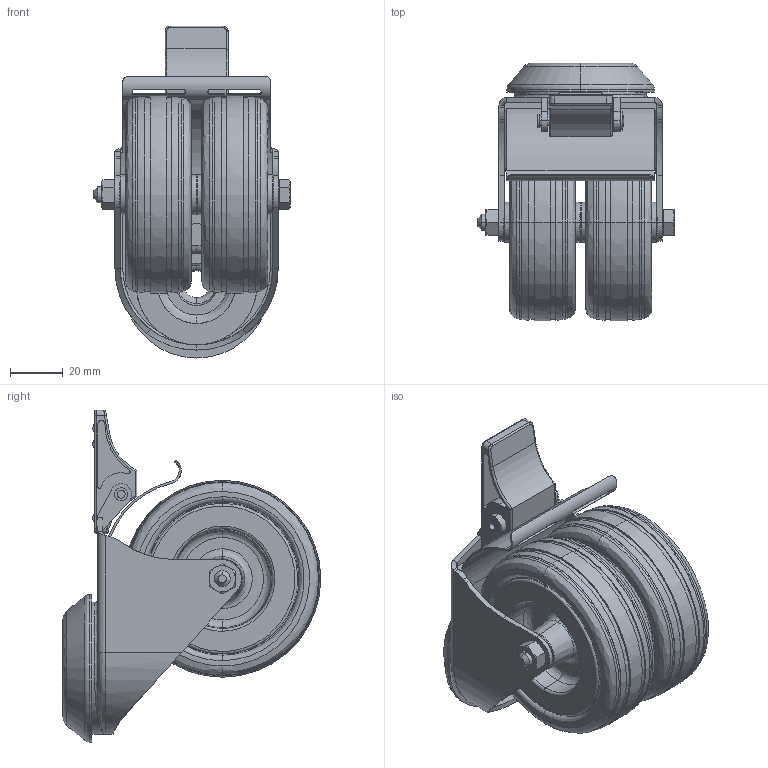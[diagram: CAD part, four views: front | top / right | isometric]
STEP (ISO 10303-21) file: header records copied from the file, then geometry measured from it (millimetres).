
FILE_DESCRIPTION (( 'STEP AP203' ), '1' );
FILE_NAME ('SF2401V.STEP', '2009-10-30T20:36:11', ( ' ' ), ( ' ' ), 'SwSTEP 2.0', 'SolidWorks 2009', '' );
FILE_SCHEMA (( 'CONFIG_CONTROL_DESIGN' ));
Length unit declared in the file: millimetre
Products named in the file (1): SF2401V
Bounding box: 74.5 x 97.99 x 126.07 mm (x, y, z)
Volume: 225770.1 mm3; surface area: 71787.2 mm2
Topology: 3 solids, 3 shells, 465 faces, 1060 edges, 647 vertices
Faces by surface type: plane 143, cylinder 127, bspline 122, cone 53, torus 20
Entity records: 17869 total; most frequent: CARTESIAN_POINT 7995, ORIENTED_EDGE 2116, DIRECTION 1950, EDGE_CURVE 1058, AXIS2_PLACEMENT_3D 792, VERTEX_POINT 647, EDGE_LOOP 527, ADVANCED_FACE 465
